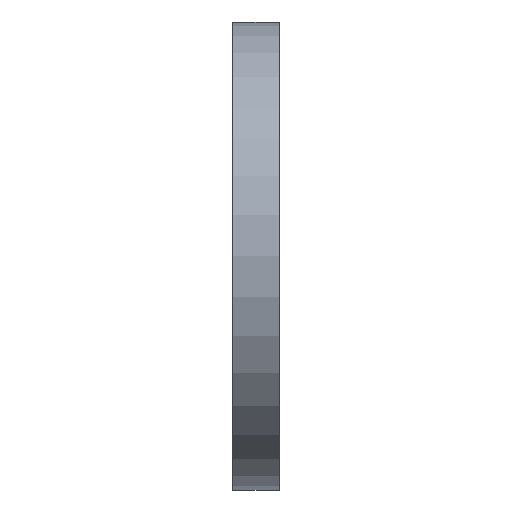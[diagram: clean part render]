
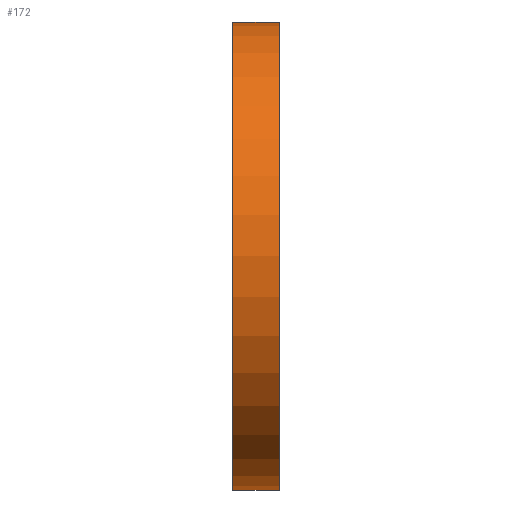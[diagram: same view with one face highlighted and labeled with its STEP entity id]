
A CAD part, front view. The second image highlights one B-rep face of the part: STEP entity #172.
In plain terms, the highlighted cylindrical face has radius 15 mm (diameter 30 mm), a partial arc.
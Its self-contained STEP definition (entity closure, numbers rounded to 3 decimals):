
#34=FACE_OUTER_BOUND('',#43,.T.);
#43=EDGE_LOOP('',(#140,#141,#142,#143));
#60=LINE('',#300,#71);
#61=LINE('',#306,#72);
#71=VECTOR('',#248,10.);
#72=VECTOR('',#255,10.);
#83=CIRCLE('',#205,15.);
#84=CIRCLE('',#206,15.);
#95=VERTEX_POINT('',#296);
#96=VERTEX_POINT('',#298);
#97=VERTEX_POINT('',#302);
#98=VERTEX_POINT('',#304);
#114=EDGE_CURVE('',#95,#96,#60,.T.);
#115=EDGE_CURVE('',#97,#95,#83,.T.);
#116=EDGE_CURVE('',#98,#96,#84,.T.);
#117=EDGE_CURVE('',#97,#98,#61,.T.);
#140=ORIENTED_EDGE('',*,*,#115,.T.);
#141=ORIENTED_EDGE('',*,*,#114,.T.);
#142=ORIENTED_EDGE('',*,*,#116,.F.);
#143=ORIENTED_EDGE('',*,*,#117,.F.);
#166=CYLINDRICAL_SURFACE('',#204,15.);
#172=ADVANCED_FACE('',(#34),#166,.T.);
#204=AXIS2_PLACEMENT_3D('',#301,#249,#250);
#205=AXIS2_PLACEMENT_3D('',#303,#251,#252);
#206=AXIS2_PLACEMENT_3D('',#305,#253,#254);
#248=DIRECTION('',(1.,0.,0.));
#249=DIRECTION('center_axis',(1.,0.,0.));
#250=DIRECTION('ref_axis',(0.,-1.,0.));
#251=DIRECTION('center_axis',(1.,0.,0.));
#252=DIRECTION('ref_axis',(0.,1.,0.));
#253=DIRECTION('center_axis',(1.,0.,0.));
#254=DIRECTION('ref_axis',(0.,1.,0.));
#255=DIRECTION('',(1.,0.,0.));
#296=CARTESIAN_POINT('',(0.,-227.5,-15.));
#298=CARTESIAN_POINT('',(3.,-227.5,-15.));
#300=CARTESIAN_POINT('',(0.,-227.5,-15.));
#301=CARTESIAN_POINT('Origin',(0.,-227.5,0.));
#302=CARTESIAN_POINT('',(0.,-227.5,15.));
#303=CARTESIAN_POINT('Origin',(0.,-227.5,0.));
#304=CARTESIAN_POINT('',(3.,-227.5,15.));
#305=CARTESIAN_POINT('Origin',(3.,-227.5,0.));
#306=CARTESIAN_POINT('',(0.,-227.5,15.));
